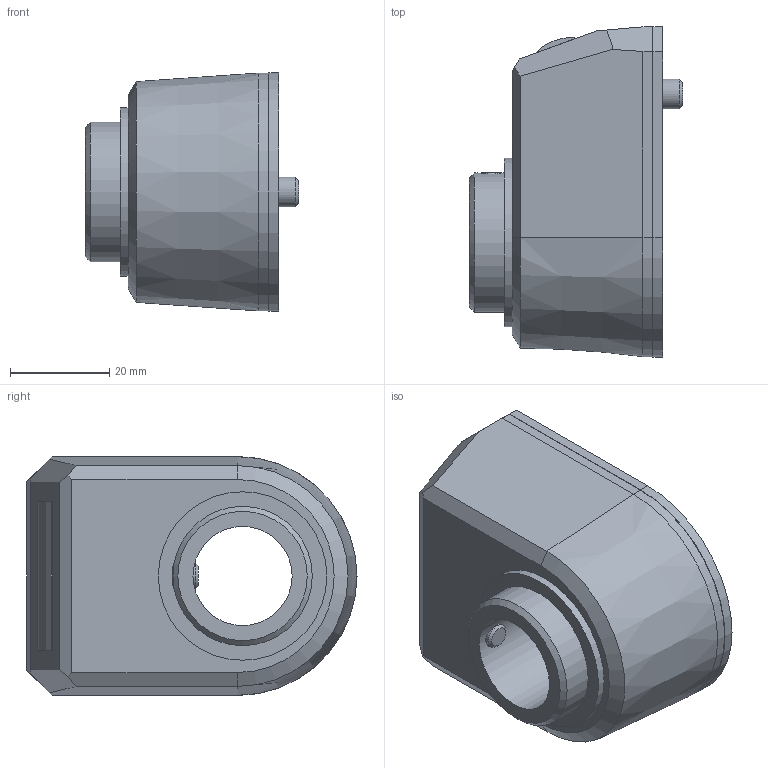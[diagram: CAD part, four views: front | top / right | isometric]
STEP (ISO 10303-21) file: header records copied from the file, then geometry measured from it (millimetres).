
FILE_DESCRIPTION (( 'STEP AP214' ), '1' );
FILE_NAME ('DD52R-AR-METRIC.STEP', '2024-04-03T11:35:47', ( '' ), ( '' ), 'SwSTEP 2.0', 'SolidWorks 2023', '' );
FILE_SCHEMA (( 'AUTOMOTIVE_DESIGN' ));
Length unit declared in the file: inch
Products named in the file (1): DD52R-AR-METRIC
Bounding box: 43 x 66.6 x 48.2 mm (x, y, z)
Volume: 71637.2 mm3; surface area: 22401.1 mm2
Topology: 4 solids, 4 shells, 66 faces, 152 edges, 98 vertices
Faces by surface type: plane 45, cylinder 13, cone 8
Full cylindrical faces by diameter (mm): 5 x2, 6 x1, 20 x1, 28.1 x2, 34 x1, 40 x2
Entity records: 1920 total; most frequent: CARTESIAN_POINT 410, DIRECTION 298, ORIENTED_EDGE 264, EDGE_CURVE 132, AXIS2_PLACEMENT_3D 101, VECTOR 96, LINE 96, EDGE_LOOP 93
